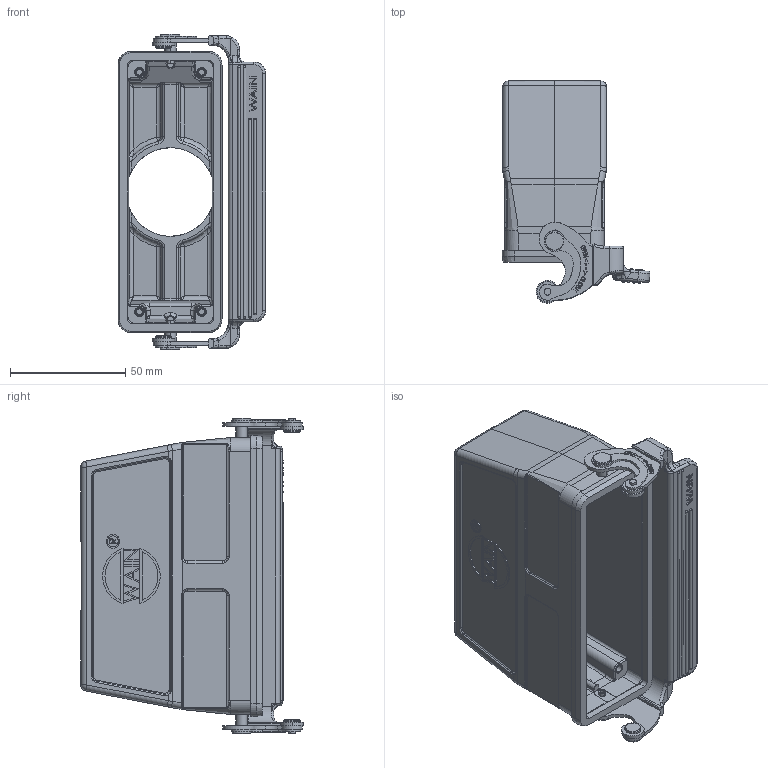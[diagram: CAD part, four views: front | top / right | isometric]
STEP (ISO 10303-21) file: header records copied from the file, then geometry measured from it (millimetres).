
FILE_DESCRIPTION((''),'2;1');
FILE_NAME('ASM0005_ASM_ASM','2020-11-05T',('lian.chen'),(''),'PRO/ENGINEER BY PARAMETRIC TECHNOLOGY CORPORATION, 2012480','PRO/ENGINEER BY PARAMETRIC TECHNOLOGY CORPORATION, 2012480','');
FILE_SCHEMA(('AUTOMOTIVE_DESIGN { 1 0 10303 214 1 1 1 1 }'));
Products named in the file (2): MSBR-1; ASM0005_ASM_ASM
Assembly tree (1 placements, depth 2):
  ASM0005_ASM_ASM
    MSBR-1
Bounding box: 64.17 x 96.59 x 137.1 mm (x, y, z)
Volume: 111940.9 mm3; surface area: 68679.2 mm2
Topology: 3 solids, 19 shells, 1615 faces, 4174 edges, 2641 vertices
Faces by surface type: plane 664, cylinder 350, extrusion 260, bspline 176, torus 85, cone 58, sphere 22
Entity records: 65019 total; most frequent: CARTESIAN_POINT 24275, ORIENTED_EDGE 8256, DIRECTION 6600, EDGE_CURVE 4128, VERTEX_POINT 2641, VECTOR 2424, LINE 2164, AXIS2_PLACEMENT_3D 2088
